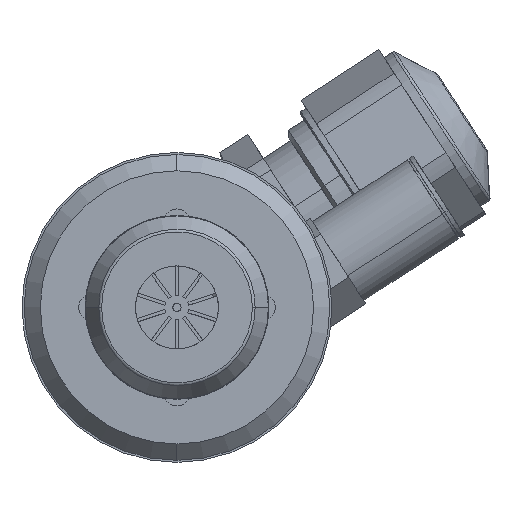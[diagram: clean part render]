
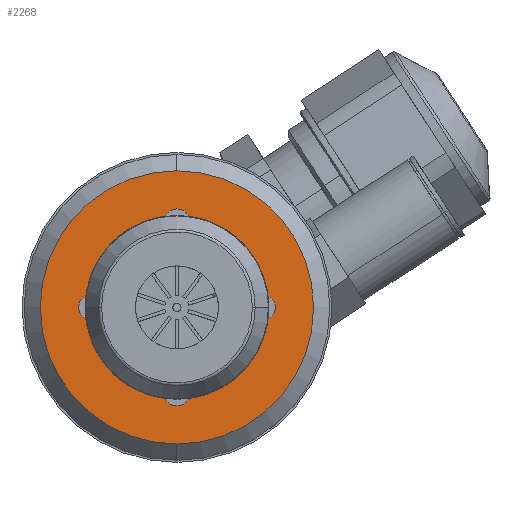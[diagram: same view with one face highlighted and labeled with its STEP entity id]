
A CAD part, left-side view. The second image highlights one B-rep face of the part: STEP entity #2268.
In plain terms, the highlighted planar face has unit normal (-1, 0, 0).
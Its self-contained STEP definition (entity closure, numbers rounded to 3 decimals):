
#1503 = ORIENTED_EDGE ( 'NONE', *, *, #2086, .T. ) ;
#1887 = EDGE_CURVE ( 'NONE', #2055, #2058, #6109, .T. ) ;
#1989 = EDGE_CURVE ( 'NONE', #1991, #2000, #6337, .T. ) ;
#1991 = VERTEX_POINT ( 'NONE', #6308 ) ;
#1999 = EDGE_CURVE ( 'NONE', #2006, #2012, #6273, .T. ) ;
#2000 = VERTEX_POINT ( 'NONE', #6287 ) ;
#2006 = VERTEX_POINT ( 'NONE', #6271 ) ;
#2008 = EDGE_CURVE ( 'NONE', #2012, #2006, #6324, .T. ) ;
#2010 = VERTEX_POINT ( 'NONE', #6422 ) ;
#2012 = VERTEX_POINT ( 'NONE', #6416 ) ;
#2016 = VERTEX_POINT ( 'NONE', #6369 ) ;
#2019 = EDGE_CURVE ( 'NONE', #2016, #2010, #6409, .T. ) ;
#2025 = EDGE_LOOP ( 'NONE', ( #2027, #2152 ) ) ;
#2027 = ORIENTED_EDGE ( 'NONE', *, *, #2198, .F. ) ;
#2028 = EDGE_LOOP ( 'NONE', ( #2341, #2095 ) ) ;
#2030 = EDGE_CURVE ( 'NONE', #2010, #2016, #6363, .T. ) ;
#2032 = ORIENTED_EDGE ( 'NONE', *, *, #2150, .F. ) ;
#2033 = ORIENTED_EDGE ( 'NONE', *, *, #2008, .F. ) ;
#2034 = ORIENTED_EDGE ( 'NONE', *, *, #2042, .F. ) ;
#2035 = VERTEX_POINT ( 'NONE', #6284 ) ;
#2041 = EDGE_LOOP ( 'NONE', ( #2034, #2043 ) ) ;
#2042 = EDGE_CURVE ( 'NONE', #2298, #2035, #6441, .T. ) ;
#2043 = ORIENTED_EDGE ( 'NONE', *, *, #2048, .F. ) ;
#2045 = EDGE_LOOP ( 'NONE', ( #2094, #1503 ) ) ;
#2046 = EDGE_CURVE ( 'NONE', #2080, #2079, #6349, .T. ) ;
#2048 = EDGE_CURVE ( 'NONE', #2035, #2298, #6443, .T. ) ;
#2055 = VERTEX_POINT ( 'NONE', #6312 ) ;
#2058 = VERTEX_POINT ( 'NONE', #6302 ) ;
#2079 = VERTEX_POINT ( 'NONE', #6536 ) ;
#2080 = VERTEX_POINT ( 'NONE', #6453 ) ;
#2086 = EDGE_CURVE ( 'NONE', #2079, #2080, #6615, .T. ) ;
#2094 = ORIENTED_EDGE ( 'NONE', *, *, #2046, .T. ) ;
#2095 = ORIENTED_EDGE ( 'NONE', *, *, #2019, .F. ) ;
#2150 = EDGE_CURVE ( 'NONE', #2000, #1991, #6602, .T. ) ;
#2152 = ORIENTED_EDGE ( 'NONE', *, *, #1887, .F. ) ;
#2155 = EDGE_LOOP ( 'NONE', ( #2339, #2033 ) ) ;
#2198 = EDGE_CURVE ( 'NONE', #2058, #2055, #6745, .T. ) ;
#2268 = ADVANCED_FACE ( 'NONE', ( #6572, #6560, #6557, #6128, #6296, #6291 ), #6575, .F. ) ;
#2298 = VERTEX_POINT ( 'NONE', #6881 ) ;
#2339 = ORIENTED_EDGE ( 'NONE', *, *, #1999, .F. ) ;
#2340 = ORIENTED_EDGE ( 'NONE', *, *, #1989, .F. ) ;
#2341 = ORIENTED_EDGE ( 'NONE', *, *, #2030, .F. ) ;
#2347 = EDGE_LOOP ( 'NONE', ( #2032, #2340 ) ) ;
#6109 = CIRCLE ( 'NONE', #6114, 0.8 ) ;
#6114 = AXIS2_PLACEMENT_3D ( 'NONE', #6133, #6132, #6131 ) ;
#6128 = FACE_BOUND ( 'NONE', #2347, .T. ) ;
#6131 = DIRECTION ( 'NONE',  ( 0., 0., 1. ) ) ;
#6132 = DIRECTION ( 'NONE',  ( -1., 0., 0. ) ) ;
#6133 = CARTESIAN_POINT ( 'NONE',  ( -66.1, 5.25, 0. ) ) ;
#6235 = DIRECTION ( 'NONE',  ( 0., 0., -1. ) ) ;
#6268 = DIRECTION ( 'NONE',  ( 0., 0., 1. ) ) ;
#6269 = AXIS2_PLACEMENT_3D ( 'NONE', #6449, #6286, #6268 ) ;
#6271 = CARTESIAN_POINT ( 'NONE',  ( -66.1, -5.25, 0.8 ) ) ;
#6273 = CIRCLE ( 'NONE', #6269, 0.8 ) ;
#6276 = DIRECTION ( 'NONE',  ( 0., 0., 1. ) ) ;
#6277 = AXIS2_PLACEMENT_3D ( 'NONE', #6282, #6283, #6276 ) ;
#6282 = CARTESIAN_POINT ( 'NONE',  ( -66.1, 0., 5.25 ) ) ;
#6283 = DIRECTION ( 'NONE',  ( -1., 0., 0. ) ) ;
#6284 = CARTESIAN_POINT ( 'NONE',  ( -66.1, 0., -3.4 ) ) ;
#6286 = DIRECTION ( 'NONE',  ( -1., 0., 0. ) ) ;
#6287 = CARTESIAN_POINT ( 'NONE',  ( -66.1, 0., -4.45 ) ) ;
#6291 = FACE_OUTER_BOUND ( 'NONE', #2045, .T. ) ;
#6296 = FACE_BOUND ( 'NONE', #2041, .T. ) ;
#6302 = CARTESIAN_POINT ( 'NONE',  ( -66.1, 5.25, 0.8 ) ) ;
#6308 = CARTESIAN_POINT ( 'NONE',  ( -66.1, 0., -6.05 ) ) ;
#6312 = CARTESIAN_POINT ( 'NONE',  ( -66.1, 5.25, -0.8 ) ) ;
#6324 = CIRCLE ( 'NONE', #6420, 0.8 ) ;
#6334 = DIRECTION ( 'NONE',  ( 0., 0., 1. ) ) ;
#6335 = DIRECTION ( 'NONE',  ( -1., 0., 0. ) ) ;
#6336 = AXIS2_PLACEMENT_3D ( 'NONE', #6433, #6335, #6334 ) ;
#6337 = CIRCLE ( 'NONE', #6336, 0.8 ) ;
#6349 = CIRCLE ( 'NONE', #6446, 8.4 ) ;
#6360 = AXIS2_PLACEMENT_3D ( 'NONE', #6398, #6393, #6392 ) ;
#6363 = CIRCLE ( 'NONE', #6277, 0.8 ) ;
#6364 = DIRECTION ( 'NONE',  ( 0., 0., 1. ) ) ;
#6369 = CARTESIAN_POINT ( 'NONE',  ( -66.1, 0., 4.45 ) ) ;
#6370 = DIRECTION ( 'NONE',  ( -1., 0., 0. ) ) ;
#6371 = CARTESIAN_POINT ( 'NONE',  ( -66.1, 0., 5.25 ) ) ;
#6372 = AXIS2_PLACEMENT_3D ( 'NONE', #6371, #6370, #6364 ) ;
#6380 = DIRECTION ( 'NONE',  ( 0., 0., -1. ) ) ;
#6381 = DIRECTION ( 'NONE',  ( -1., 0., 0. ) ) ;
#6382 = CARTESIAN_POINT ( 'NONE',  ( -66.1, 0., 0. ) ) ;
#6387 = DIRECTION ( 'NONE',  ( 0., 0., 1. ) ) ;
#6388 = AXIS2_PLACEMENT_3D ( 'NONE', #6442, #6445, #6387 ) ;
#6392 = DIRECTION ( 'NONE',  ( 0., 0., 1. ) ) ;
#6393 = DIRECTION ( 'NONE',  ( -1., 0., 0. ) ) ;
#6398 = CARTESIAN_POINT ( 'NONE',  ( -66.1, 0., 0. ) ) ;
#6409 = CIRCLE ( 'NONE', #6372, 0.8 ) ;
#6416 = CARTESIAN_POINT ( 'NONE',  ( -66.1, -5.25, -0.8 ) ) ;
#6417 = DIRECTION ( 'NONE',  ( 0., 0., 1. ) ) ;
#6418 = DIRECTION ( 'NONE',  ( -1., 0., 0. ) ) ;
#6419 = CARTESIAN_POINT ( 'NONE',  ( -66.1, -5.25, 0. ) ) ;
#6420 = AXIS2_PLACEMENT_3D ( 'NONE', #6419, #6418, #6417 ) ;
#6422 = CARTESIAN_POINT ( 'NONE',  ( -66.1, 0., 6.05 ) ) ;
#6433 = CARTESIAN_POINT ( 'NONE',  ( -66.1, 0., -5.25 ) ) ;
#6441 = CIRCLE ( 'NONE', #6388, 3.4 ) ;
#6442 = CARTESIAN_POINT ( 'NONE',  ( -66.1, 0., 0. ) ) ;
#6443 = CIRCLE ( 'NONE', #6360, 3.4 ) ;
#6445 = DIRECTION ( 'NONE',  ( -1., 0., 0. ) ) ;
#6446 = AXIS2_PLACEMENT_3D ( 'NONE', #6382, #6381, #6380 ) ;
#6449 = CARTESIAN_POINT ( 'NONE',  ( -66.1, -5.25, 0. ) ) ;
#6453 = CARTESIAN_POINT ( 'NONE',  ( -66.1, 0., -8.4 ) ) ;
#6536 = CARTESIAN_POINT ( 'NONE',  ( -66.1, 0., 8.4 ) ) ;
#6547 = DIRECTION ( 'NONE',  ( 0., 0., -1. ) ) ;
#6548 = DIRECTION ( 'NONE',  ( -1., 0., 0. ) ) ;
#6557 = FACE_BOUND ( 'NONE', #2155, .T. ) ;
#6560 = FACE_BOUND ( 'NONE', #2028, .T. ) ;
#6564 = DIRECTION ( 'NONE',  ( 1., 0., 0. ) ) ;
#6565 = CARTESIAN_POINT ( 'NONE',  ( -66.1, 9.4, 0. ) ) ;
#6572 = FACE_BOUND ( 'NONE', #2025, .T. ) ;
#6575 = PLANE ( 'NONE',  #6601 ) ;
#6585 = DIRECTION ( 'NONE',  ( 0., 0., 1. ) ) ;
#6586 = DIRECTION ( 'NONE',  ( -1., 0., 0. ) ) ;
#6594 = AXIS2_PLACEMENT_3D ( 'NONE', #6603, #6586, #6585 ) ;
#6601 = AXIS2_PLACEMENT_3D ( 'NONE', #6565, #6564, #6235 ) ;
#6602 = CIRCLE ( 'NONE', #6594, 0.8 ) ;
#6603 = CARTESIAN_POINT ( 'NONE',  ( -66.1, 0., -5.25 ) ) ;
#6610 = CARTESIAN_POINT ( 'NONE',  ( -66.1, 0., 0. ) ) ;
#6611 = AXIS2_PLACEMENT_3D ( 'NONE', #6610, #6548, #6547 ) ;
#6615 = CIRCLE ( 'NONE', #6611, 8.4 ) ;
#6687 = DIRECTION ( 'NONE',  ( 0., 0., 1. ) ) ;
#6688 = DIRECTION ( 'NONE',  ( -1., 0., 0. ) ) ;
#6731 = CARTESIAN_POINT ( 'NONE',  ( -66.1, 5.25, 0. ) ) ;
#6745 = CIRCLE ( 'NONE', #6760, 0.8 ) ;
#6760 = AXIS2_PLACEMENT_3D ( 'NONE', #6731, #6688, #6687 ) ;
#6881 = CARTESIAN_POINT ( 'NONE',  ( -66.1, 0., 3.4 ) ) ;
